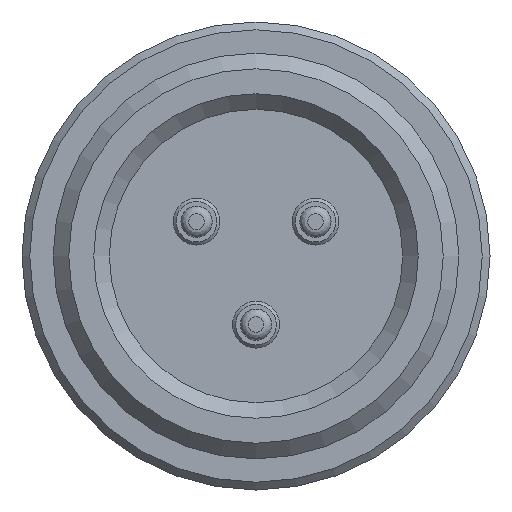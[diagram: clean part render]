
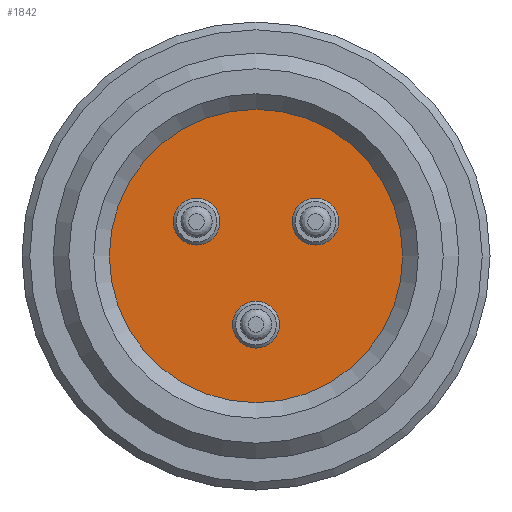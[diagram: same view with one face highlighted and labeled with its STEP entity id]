
A CAD part, front view. The second image highlights one B-rep face of the part: STEP entity #1842.
In plain terms, the highlighted planar face has unit normal (0, -1, 0).
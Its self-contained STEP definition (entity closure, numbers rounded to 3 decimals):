
#40=FACE_BOUND('',#293,.T.);
#41=FACE_BOUND('',#294,.T.);
#42=FACE_BOUND('',#295,.T.);
#78=PLANE('',#1994);
#177=FACE_OUTER_BOUND('',#292,.T.);
#292=EDGE_LOOP('',(#1581));
#293=EDGE_LOOP('',(#1582));
#294=EDGE_LOOP('',(#1583));
#295=EDGE_LOOP('',(#1584));
#336=CIRCLE('',#1906,0.75);
#338=CIRCLE('',#1909,0.75);
#340=CIRCLE('',#1912,0.75);
#359=CIRCLE('',#1990,4.7);
#718=VERTEX_POINT('',#2901);
#720=VERTEX_POINT('',#2907);
#722=VERTEX_POINT('',#2913);
#842=VERTEX_POINT('',#7602);
#911=EDGE_CURVE('',#718,#718,#336,.T.);
#914=EDGE_CURVE('',#720,#720,#338,.T.);
#917=EDGE_CURVE('',#722,#722,#340,.T.);
#1098=EDGE_CURVE('',#842,#842,#359,.T.);
#1581=ORIENTED_EDGE('',*,*,#1098,.F.);
#1582=ORIENTED_EDGE('',*,*,#911,.T.);
#1583=ORIENTED_EDGE('',*,*,#914,.T.);
#1584=ORIENTED_EDGE('',*,*,#917,.T.);
#1842=ADVANCED_FACE('',(#177,#40,#41,#42),#78,.F.);
#1906=AXIS2_PLACEMENT_3D('',#2902,#2103,#2104);
#1909=AXIS2_PLACEMENT_3D('',#2908,#2110,#2111);
#1912=AXIS2_PLACEMENT_3D('',#2914,#2117,#2118);
#1990=AXIS2_PLACEMENT_3D('',#7604,#2331,#2332);
#1994=AXIS2_PLACEMENT_3D('',#7611,#2341,#2342);
#2103=DIRECTION('center_axis',(0.,1.,0.));
#2104=DIRECTION('ref_axis',(-0.5,0.,0.866));
#2110=DIRECTION('center_axis',(0.,1.,0.));
#2111=DIRECTION('ref_axis',(-0.5,0.,-0.866));
#2117=DIRECTION('center_axis',(0.,1.,0.));
#2118=DIRECTION('ref_axis',(1.,0.,0.));
#2331=DIRECTION('center_axis',(0.,1.,0.));
#2332=DIRECTION('ref_axis',(1.,0.,0.));
#2341=DIRECTION('center_axis',(0.,1.,0.));
#2342=DIRECTION('ref_axis',(1.,0.,0.));
#2901=CARTESIAN_POINT('',(2.28,1.,0.45));
#2902=CARTESIAN_POINT('Origin',(1.905,1.,1.1));
#2907=CARTESIAN_POINT('',(-1.53,1.,1.75));
#2908=CARTESIAN_POINT('Origin',(-1.905,1.,1.1));
#2913=CARTESIAN_POINT('',(-0.75,1.,-2.2));
#2914=CARTESIAN_POINT('Origin',(0.,1.,-2.2));
#7602=CARTESIAN_POINT('',(-4.7,1.,0.));
#7604=CARTESIAN_POINT('Origin',(0.,1.,0.));
#7611=CARTESIAN_POINT('Origin',(0.,1.,0.));
